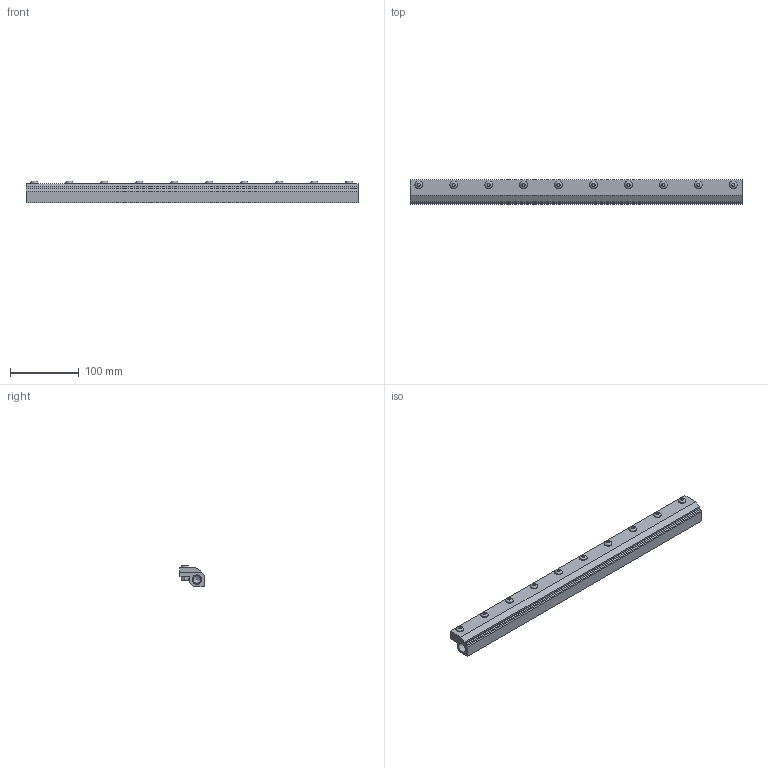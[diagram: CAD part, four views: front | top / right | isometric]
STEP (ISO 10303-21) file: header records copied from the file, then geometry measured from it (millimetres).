
FILE_DESCRIPTION((''),'2;1');
FILE_NAME('2018.stp','2010-04-29T08:57:24',('michael witt'),(''),'Autodesk Inventor 2010','Autodesk Inventor 2010','');
FILE_SCHEMA(('AUTOMOTIVE_DESIGN { 1 0 10303 214 1 1 1 1 }'));
Length unit declared in the file: inch
Products named in the file (23): Assembly3; Part78; Part80; Part82; Part84; Part86; Part88; Part90; Part92; Part94; Part96; Part98; Part100; Part102; Part104; Part106; Part108; Part110; Part112; Part114; Part116; Part118; Part120
Assembly tree (22 placements, depth 2):
  Assembly3
    Part78
    Part80
    Part82
    Part84
    Part86
    Part88
    Part90
    Part92
    Part94
    Part96
    Part98
    Part100
    Part102
    Part104
    Part106
    Part108
    Part110
    Part112
    Part114
    Part116
    Part118
    Part120
Bounding box: 482.6 x 34.92 x 31.13 mm (x, y, z)
Volume: 334652.1 mm3; surface area: 100530.3 mm2
Topology: 22 solids, 22 shells, 278 faces, 635 edges, 423 vertices
Faces by surface type: bspline 144, plane 100, cylinder 32, cone 2
Full cylindrical faces by diameter (mm): 6.35 x10, 6.756 x20, 11.112 x1
Entity records: 8871 total; most frequent: CARTESIAN_POINT 2563, ORIENTED_EDGE 1072, DIRECTION 1024, EDGE_CURVE 536, EDGE_LOOP 436, VECTOR 406, LINE 406, VERTEX_POINT 400
